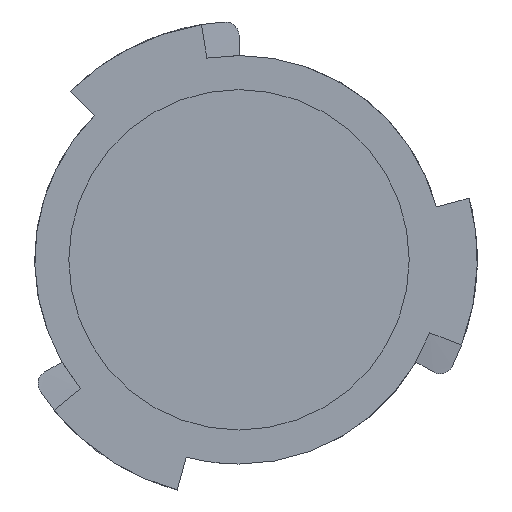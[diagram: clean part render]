
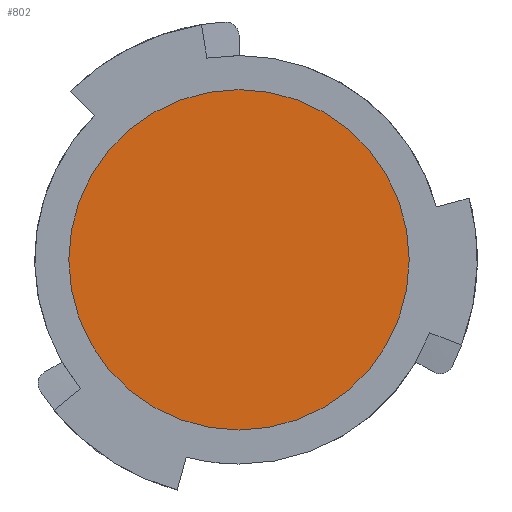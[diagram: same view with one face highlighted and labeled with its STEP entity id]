
A CAD part, front view. The second image highlights one B-rep face of the part: STEP entity #802.
In plain terms, the highlighted planar face has unit normal (0, -1, 0).
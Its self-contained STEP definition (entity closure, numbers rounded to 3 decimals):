
#50 = CARTESIAN_POINT ( 'NONE',  ( 0., 0., 0. ) ) ;
#93 = ORIENTED_EDGE ( 'NONE', *, *, #846, .T. ) ;
#194 = AXIS2_PLACEMENT_3D ( 'NONE', #50, #1802, #923 ) ;
#261 = CARTESIAN_POINT ( 'NONE',  ( 0., 0., 0. ) ) ;
#268 = CARTESIAN_POINT ( 'NONE',  ( 0., 0., -5. ) ) ;
#284 = VERTEX_POINT ( 'NONE', #508 ) ;
#299 = DIRECTION ( 'NONE',  ( 0., -1., 0. ) ) ;
#472 = CIRCLE ( 'NONE', #194, 5. ) ;
#508 = CARTESIAN_POINT ( 'NONE',  ( 0., 0., 5. ) ) ;
#620 = AXIS2_PLACEMENT_3D ( 'NONE', #261, #1292, #863 ) ;
#680 = VERTEX_POINT ( 'NONE', #268 ) ;
#771 = CARTESIAN_POINT ( 'NONE',  ( 0., 0., 0. ) ) ;
#802 = ADVANCED_FACE ( 'NONE', ( #1314 ), #845, .F. ) ;
#844 = EDGE_CURVE ( 'NONE', #284, #680, #472, .T. ) ;
#845 = PLANE ( 'NONE',  #620 ) ;
#846 = EDGE_CURVE ( 'NONE', #680, #284, #1272, .T. ) ;
#863 = DIRECTION ( 'NONE',  ( 0., 0., 1. ) ) ;
#923 = DIRECTION ( 'NONE',  ( 0., 0., -1. ) ) ;
#1023 = EDGE_LOOP ( 'NONE', ( #1614, #93 ) ) ;
#1272 = CIRCLE ( 'NONE', #1775, 5. ) ;
#1292 = DIRECTION ( 'NONE',  ( 0., 1., 0. ) ) ;
#1314 = FACE_OUTER_BOUND ( 'NONE', #1023, .T. ) ;
#1503 = DIRECTION ( 'NONE',  ( 0., 0., -1. ) ) ;
#1614 = ORIENTED_EDGE ( 'NONE', *, *, #844, .T. ) ;
#1775 = AXIS2_PLACEMENT_3D ( 'NONE', #771, #299, #1503 ) ;
#1802 = DIRECTION ( 'NONE',  ( 0., -1., 0. ) ) ;
